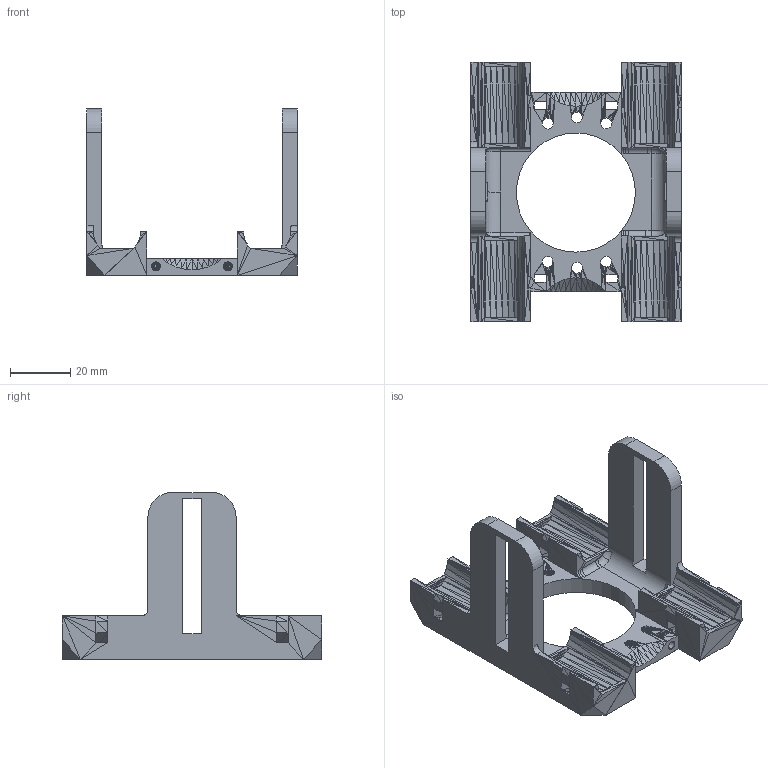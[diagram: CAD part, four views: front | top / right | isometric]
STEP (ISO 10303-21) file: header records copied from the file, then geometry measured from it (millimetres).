
FILE_DESCRIPTION (( 'STEP AP203' ), '1' );
FILE_NAME ('X carriage.STEP', '2016-04-11T06:50:54', ( 'Joel Frax' ), ( 'Microsoft' ), 'SwSTEP 2.0', 'SolidWorks 2015', '' );
FILE_SCHEMA (( 'CONFIG_CONTROL_DESIGN' ));
Length unit declared in the file: millimetre
Products named in the file (1): X carriage
Bounding box: 70 x 86.32 x 55.54 mm (x, y, z)
Volume: 43099.1 mm3; surface area: 22786.1 mm2
Topology: 1 solids, 1 shells, 1562 faces, 2608 edges, 1019 vertices
Faces by surface type: plane 1523, cylinder 34, torus 5
Entity records: 33031 total; most frequent: DIRECTION 5789, CARTESIAN_POINT 5285, ORIENTED_EDGE 5216, EDGE_CURVE 2608, LINE 2527, VECTOR 2527, AXIS2_PLACEMENT_3D 1631, EDGE_LOOP 1575
